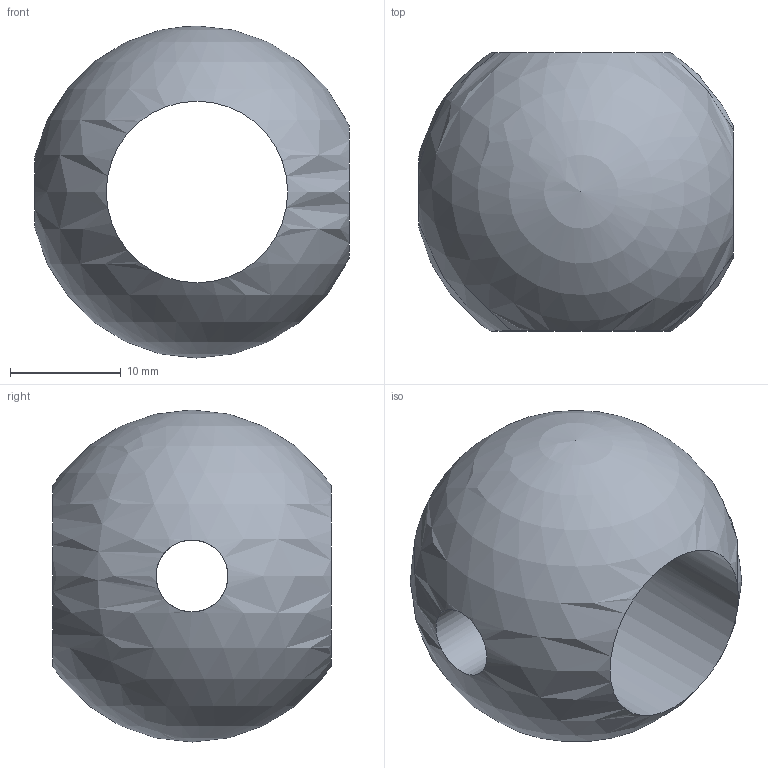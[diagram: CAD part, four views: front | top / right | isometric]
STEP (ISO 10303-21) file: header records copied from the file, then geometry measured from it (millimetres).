
FILE_DESCRIPTION(('STEP AP214'), '1');
FILE_NAME('àðò. KRT360', '2014-09-22T09:52:39', ('Áàòóðà Àíäðåé Ïàâëîâè÷'), ('Ëåñòíè÷íûé öåíòåð'), 'ASCON STEP Converter 1.3', 'ASCON Math Kernel', '');
FILE_SCHEMA(('AUTOMOTIVE_DESIGN { 1 0 10303 214 3 1 1}'));
Length unit declared in the file: millimetre
Bounding box: 28.39 x 25.12 x 30 mm (x, y, z)
Volume: 7702.2 mm3; surface area: 3772.4 mm2
Topology: 1 solids, 1 shells, 6 faces, 20 edges, 13 vertices
Faces by surface type: cylinder 4, sphere 1, bspline 1
Full cylindrical faces by diameter (mm): 6.5 x2, 12 x1, 16.4 x1
Entity records: 688 total; most frequent: CARTESIAN_POINT 455, DIRECTION 24, ORIENTED_EDGE 22, EDGE_LOOP 16, AXIS2_PLACEMENT_3D 12, EDGE_CURVE 11, VERTEX_POINT 11, FACE_OUTER_BOUND 8
